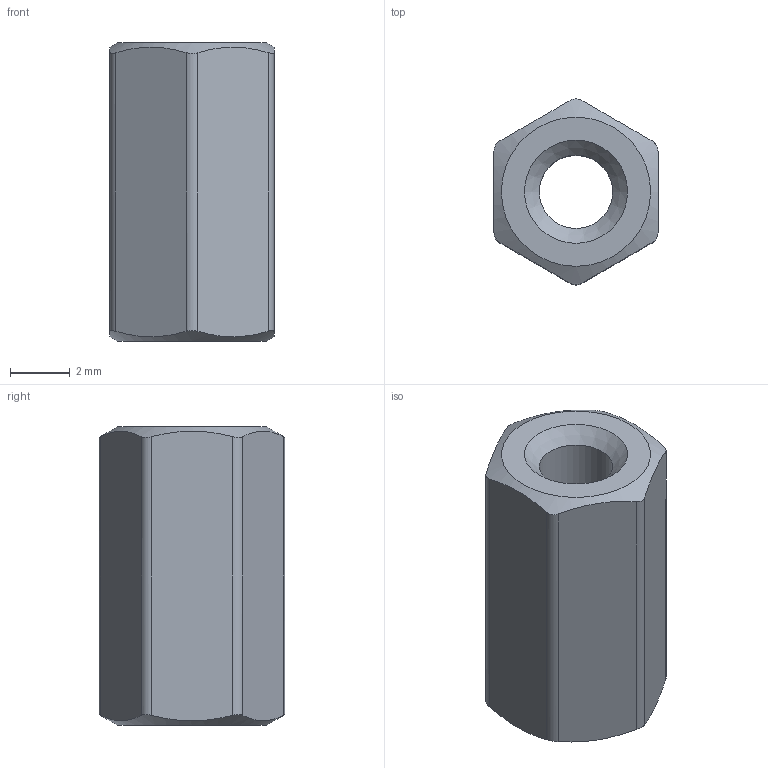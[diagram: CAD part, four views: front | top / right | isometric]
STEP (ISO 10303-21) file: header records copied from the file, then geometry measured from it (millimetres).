
FILE_DESCRIPTION(('STEP AP214'), '1');
FILE_NAME('PCHSS_PCB_RACK', '2019-04-07T08:52:33', ('Chugay'), (''), 'ASCON STEP Converter 1.3', 'ASCON Math Kernel', '');
FILE_SCHEMA(('AUTOMOTIVE_DESIGN { 1 0 10303 214 3 1 1}'));
Length unit declared in the file: millimetre
Bounding box: 5.5 x 6.23 x 10 mm (x, y, z)
Volume: 210.2 mm3; surface area: 297.7 mm2
Topology: 1 solids, 1 shells, 19 faces, 49 edges, 32 vertices
Faces by surface type: plane 8, cylinder 7, cone 4
Full cylindrical faces by diameter (mm): 2.459 x1
Entity records: 1162 total; most frequent: CARTESIAN_POINT 562, ORIENTED_EDGE 88, DIRECTION 64, EDGE_CURVE 44, VERTEX_POINT 32, AXIS2_PLACEMENT_3D 26, EDGE_LOOP 26, B_SPLINE_CURVE_WITH_KNOTS 26
